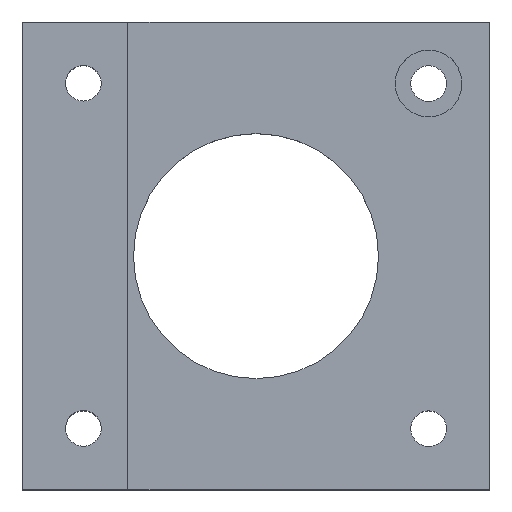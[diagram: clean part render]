
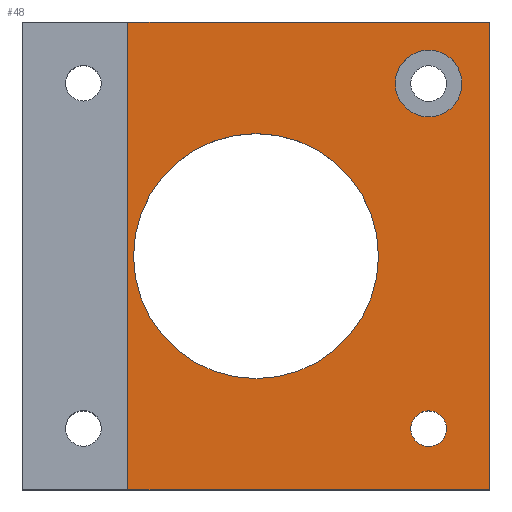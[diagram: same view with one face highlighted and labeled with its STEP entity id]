
A CAD part, top view. The second image highlights one B-rep face of the part: STEP entity #48.
In plain terms, the highlighted planar face has unit normal (0, 0, 1).
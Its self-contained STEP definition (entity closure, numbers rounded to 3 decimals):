
#15 = ORIENTED_EDGE ( 'NONE', *, *, #291, .T. ) ;
#20 = CARTESIAN_POINT ( 'NONE',  ( -11.5, 21., 4. ) ) ;
#25 = ORIENTED_EDGE ( 'NONE', *, *, #789, .F. ) ;
#32 = DIRECTION ( 'NONE',  ( 0., 0., 1. ) ) ;
#42 = CARTESIAN_POINT ( 'NONE',  ( 21., -21., 4. ) ) ;
#48 = ADVANCED_FACE ( 'NONE', ( #368, #716, #191, #558 ), #701, .F. ) ;
#54 = CIRCLE ( 'NONE', #715, 11. ) ;
#77 = ORIENTED_EDGE ( 'NONE', *, *, #573, .T. ) ;
#86 = VECTOR ( 'NONE', #802, 1000. ) ;
#110 = DIRECTION ( 'NONE',  ( 0., 1., 0. ) ) ;
#125 = VERTEX_POINT ( 'NONE', #695 ) ;
#140 = ORIENTED_EDGE ( 'NONE', *, *, #278, .F. ) ;
#143 = DIRECTION ( 'NONE',  ( 1., 0., 0. ) ) ;
#175 = VERTEX_POINT ( 'NONE', #853 ) ;
#177 = ORIENTED_EDGE ( 'NONE', *, *, #344, .F. ) ;
#188 = DIRECTION ( 'NONE',  ( 1., 0., 0. ) ) ;
#191 = FACE_BOUND ( 'NONE', #392, .T. ) ;
#193 = ORIENTED_EDGE ( 'NONE', *, *, #378, .F. ) ;
#202 = EDGE_CURVE ( 'NONE', #708, #685, #725, .T. ) ;
#216 = AXIS2_PLACEMENT_3D ( 'NONE', #423, #647, #720 ) ;
#223 = CIRCLE ( 'NONE', #792, 3. ) ;
#225 = CARTESIAN_POINT ( 'NONE',  ( 12.5, 15.5, 4. ) ) ;
#229 = DIRECTION ( 'NONE',  ( 0., 0., 1. ) ) ;
#252 = ORIENTED_EDGE ( 'NONE', *, *, #469, .F. ) ;
#271 = VERTEX_POINT ( 'NONE', #798 ) ;
#276 = CARTESIAN_POINT ( 'NONE',  ( 11., 0., 4. ) ) ;
#278 = EDGE_CURVE ( 'NONE', #175, #890, #379, .T. ) ;
#291 = EDGE_CURVE ( 'NONE', #271, #890, #594, .T. ) ;
#296 = CARTESIAN_POINT ( 'NONE',  ( 21., -21., 4. ) ) ;
#298 = DIRECTION ( 'NONE',  ( -1., 0., 0. ) ) ;
#305 = VERTEX_POINT ( 'NONE', #225 ) ;
#322 = CARTESIAN_POINT ( 'NONE',  ( 15.5, -15.5, 4. ) ) ;
#329 = ORIENTED_EDGE ( 'NONE', *, *, #511, .T. ) ;
#344 = EDGE_CURVE ( 'NONE', #652, #305, #865, .T. ) ;
#362 = ORIENTED_EDGE ( 'NONE', *, *, #401, .F. ) ;
#368 = FACE_BOUND ( 'NONE', #892, .T. ) ;
#374 = CARTESIAN_POINT ( 'NONE',  ( -11.5, 21., 4. ) ) ;
#378 = EDGE_CURVE ( 'NONE', #606, #125, #659, .T. ) ;
#379 = LINE ( 'NONE', #20, #86 ) ;
#390 = DIRECTION ( 'NONE',  ( 0., 0., 1. ) ) ;
#392 = EDGE_LOOP ( 'NONE', ( #607, #252 ) ) ;
#401 = EDGE_CURVE ( 'NONE', #125, #606, #554, .T. ) ;
#418 = AXIS2_PLACEMENT_3D ( 'NONE', #874, #450, #597 ) ;
#423 = CARTESIAN_POINT ( 'NONE',  ( 0., 0., 4. ) ) ;
#431 = CARTESIAN_POINT ( 'NONE',  ( 15.5, 15.5, 4. ) ) ;
#450 = DIRECTION ( 'NONE',  ( 0., 0., 1. ) ) ;
#457 = DIRECTION ( 'NONE',  ( 1., 0., 0. ) ) ;
#461 = AXIS2_PLACEMENT_3D ( 'NONE', #605, #390, #457 ) ;
#469 = EDGE_CURVE ( 'NONE', #685, #708, #54, .T. ) ;
#511 = EDGE_CURVE ( 'NONE', #794, #271, #790, .T. ) ;
#532 = DIRECTION ( 'NONE',  ( 1., 0., 0. ) ) ;
#533 = VECTOR ( 'NONE', #110, 1000. ) ;
#547 = DIRECTION ( 'NONE',  ( 0., 0., 1. ) ) ;
#553 = CARTESIAN_POINT ( 'NONE',  ( 13.9, -15.5, 4. ) ) ;
#554 = CIRCLE ( 'NONE', #418, 1.6 ) ;
#558 = FACE_OUTER_BOUND ( 'NONE', #812, .T. ) ;
#573 = EDGE_CURVE ( 'NONE', #175, #794, #692, .T. ) ;
#581 = AXIS2_PLACEMENT_3D ( 'NONE', #623, #705, #771 ) ;
#590 = CARTESIAN_POINT ( 'NONE',  ( -21., 21., 4. ) ) ;
#594 = LINE ( 'NONE', #590, #604 ) ;
#597 = DIRECTION ( 'NONE',  ( 1., 0., 0. ) ) ;
#604 = VECTOR ( 'NONE', #298, 1000. ) ;
#605 = CARTESIAN_POINT ( 'NONE',  ( 15.5, 15.5, 4. ) ) ;
#606 = VERTEX_POINT ( 'NONE', #553 ) ;
#607 = ORIENTED_EDGE ( 'NONE', *, *, #202, .F. ) ;
#623 = CARTESIAN_POINT ( 'NONE',  ( 0., 0., 4. ) ) ;
#633 = DIRECTION ( 'NONE',  ( 1., 0., 0. ) ) ;
#647 = DIRECTION ( 'NONE',  ( 0., 0., 1. ) ) ;
#652 = VERTEX_POINT ( 'NONE', #699 ) ;
#654 = EDGE_LOOP ( 'NONE', ( #193, #362 ) ) ;
#659 = CIRCLE ( 'NONE', #721, 1.6 ) ;
#685 = VERTEX_POINT ( 'NONE', #276 ) ;
#686 = CARTESIAN_POINT ( 'NONE',  ( 0., 0., 4. ) ) ;
#692 = LINE ( 'NONE', #709, #852 ) ;
#695 = CARTESIAN_POINT ( 'NONE',  ( 17.1, -15.5, 4. ) ) ;
#699 = CARTESIAN_POINT ( 'NONE',  ( 18.5, 15.5, 4. ) ) ;
#701 = PLANE ( 'NONE',  #581 ) ;
#705 = DIRECTION ( 'NONE',  ( 0., 0., -1. ) ) ;
#708 = VERTEX_POINT ( 'NONE', #919 ) ;
#709 = CARTESIAN_POINT ( 'NONE',  ( -21., -21., 4. ) ) ;
#715 = AXIS2_PLACEMENT_3D ( 'NONE', #686, #547, #188 ) ;
#716 = FACE_BOUND ( 'NONE', #654, .T. ) ;
#720 = DIRECTION ( 'NONE',  ( 1., 0., 0. ) ) ;
#721 = AXIS2_PLACEMENT_3D ( 'NONE', #322, #32, #532 ) ;
#725 = CIRCLE ( 'NONE', #216, 11. ) ;
#771 = DIRECTION ( 'NONE',  ( -1., 0., 0. ) ) ;
#789 = EDGE_CURVE ( 'NONE', #305, #652, #223, .T. ) ;
#790 = LINE ( 'NONE', #42, #533 ) ;
#792 = AXIS2_PLACEMENT_3D ( 'NONE', #431, #229, #143 ) ;
#794 = VERTEX_POINT ( 'NONE', #296 ) ;
#798 = CARTESIAN_POINT ( 'NONE',  ( 21., 21., 4. ) ) ;
#802 = DIRECTION ( 'NONE',  ( 0., 1., 0. ) ) ;
#812 = EDGE_LOOP ( 'NONE', ( #140, #77, #329, #15 ) ) ;
#852 = VECTOR ( 'NONE', #633, 1000. ) ;
#853 = CARTESIAN_POINT ( 'NONE',  ( -11.5, -21., 4. ) ) ;
#865 = CIRCLE ( 'NONE', #461, 3. ) ;
#874 = CARTESIAN_POINT ( 'NONE',  ( 15.5, -15.5, 4. ) ) ;
#890 = VERTEX_POINT ( 'NONE', #374 ) ;
#892 = EDGE_LOOP ( 'NONE', ( #177, #25 ) ) ;
#919 = CARTESIAN_POINT ( 'NONE',  ( -11., 0., 4. ) ) ;
